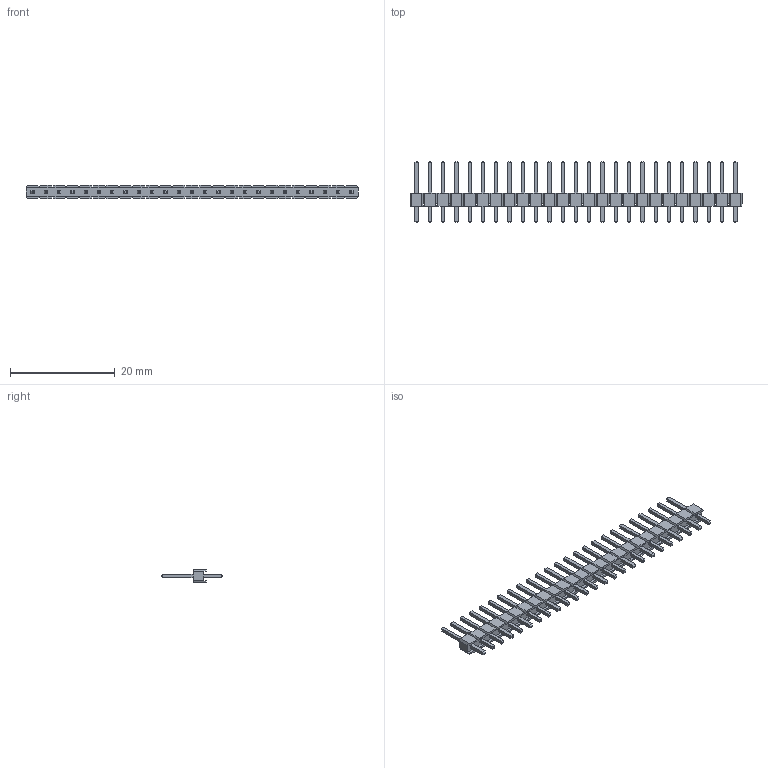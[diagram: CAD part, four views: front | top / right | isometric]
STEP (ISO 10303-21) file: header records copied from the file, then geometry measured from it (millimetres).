
FILE_DESCRIPTION(/* description */ ('Unknown'),/* implementation_level */ '2;1');
FILE_NAME(/* name */ '61302511121',/* time_stamp */ '2021-04-15T09:35:50+02:00',/* author */ ('Unknown'),/* organization */ ('Unknown'),/* preprocessor_version */ 'ST-DEVELOPER v16.7',/* originating_system */ 'Solid Edge',/* authorisation */ 'Unknown');
FILE_SCHEMA (('AUTOMOTIVE_DESIGN { 1 0 10303 214 3 1 1 }','AUTOMOTIVE_DESIGN {1 0 10303 214 3 1 1}'));
Length unit declared in the file: millimetre
Products named in the file (3): 6130xx11121; 61302511121; 6130xx11121_PIN
Assembly tree (26 placements, depth 2):
  6130xx11121
    61302511121
    6130xx11121_PIN  x25
Bounding box: 63.5 x 11.54 x 2.54 mm (x, y, z)
Volume: 432.1 mm3; surface area: 1621.2 mm2
Topology: 26 solids, 26 shells, 704 faces, 1756 edges, 1104 vertices
Faces by surface type: plane 704
Entity records: 12352 total; most frequent: CARTESIAN_POINT 2199, ORIENTED_EDGE 2168, DIRECTION 1874, EDGE_CURVE 1084, LINE 1084, VECTOR 1084, VERTEX_POINT 720, EDGE_LOOP 418
